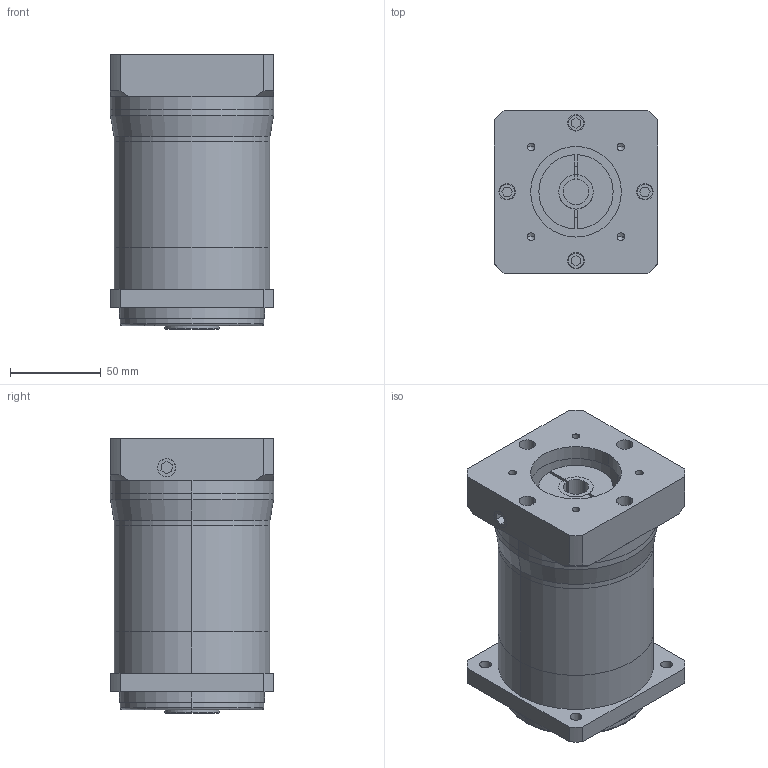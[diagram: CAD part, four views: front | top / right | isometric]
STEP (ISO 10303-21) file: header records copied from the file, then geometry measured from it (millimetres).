
FILE_DESCRIPTION (( 'STEP AP214' ), '1' );
FILE_NAME ('VGK85双级模型（14-30 50-3 4-5.5-70）.STEP', '2018-10-17T08:39:27', ( 'Windows' ), ( 'Microsoft' ), 'SwSTEP 2.0', 'SolidWorks 2016', '' );
FILE_SCHEMA (( 'AUTOMOTIVE_DESIGN' ));
Length unit declared in the file: millimetre
Products named in the file (1): VGK85双级模型（14-30 50-3 4-5.5-70）
Bounding box: 90 x 90 x 151.5 mm (x, y, z)
Volume: 859407 mm3; surface area: 122637.9 mm2
Topology: 5 solids, 5 shells, 227 faces, 527 edges, 340 vertices
Faces by surface type: plane 107, cylinder 102, cone 14, torus 4
Entity records: 6674 total; most frequent: DIRECTION 1193, CARTESIAN_POINT 1111, ORIENTED_EDGE 1038, EDGE_CURVE 519, AXIS2_PLACEMENT_3D 454, VERTEX_POINT 340, VECTOR 285, LINE 285
